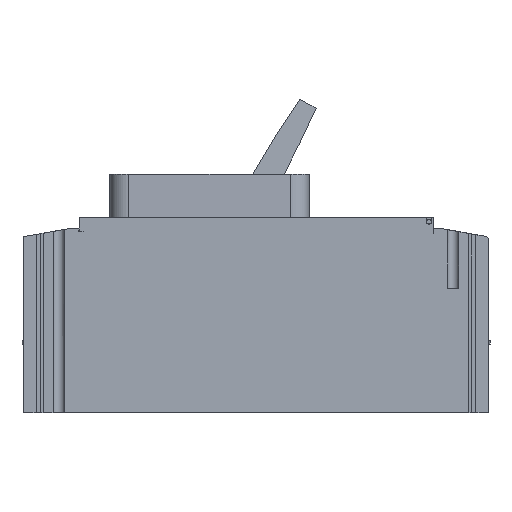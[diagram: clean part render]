
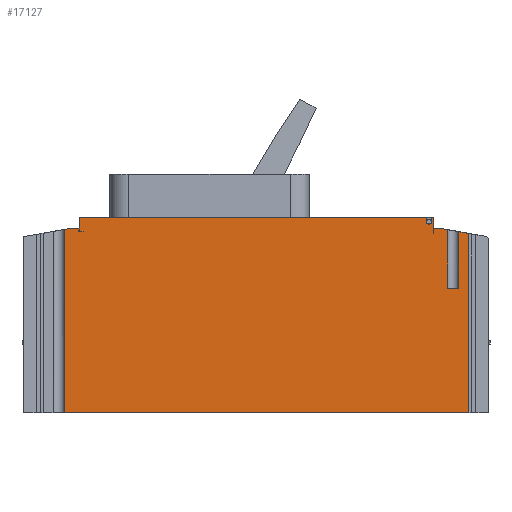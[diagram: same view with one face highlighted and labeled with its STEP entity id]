
A CAD part, left-side view. The second image highlights one B-rep face of the part: STEP entity #17127.
In plain terms, the highlighted planar face has unit normal (-1, 0, 0).
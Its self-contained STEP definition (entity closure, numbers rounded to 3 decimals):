
#59=CARTESIAN_POINT('',(0.,32.,102.7));
#60=DIRECTION('',(-1.,0.,0.));
#61=DIRECTION('',(0.,1.,0.));
#62=AXIS2_PLACEMENT_3D('',#59,#60,#61);
#67=DIRECTION('',(0.,0.,-1.));
#68=VECTOR('',#67,2.3);
#69=CARTESIAN_POINT('',(0.,30.7,105.));
#70=LINE('',#69,#68);
#74=DIRECTION('',(0.,0.,-1.));
#75=VECTOR('',#74,8.4);
#76=CARTESIAN_POINT('',(0.,29.8,105.));
#77=LINE('',#76,#75);
#81=DIRECTION('',(0.,-1.,0.));
#82=VECTOR('',#81,0.3);
#83=CARTESIAN_POINT('',(0.,29.8,96.6));
#84=LINE('',#83,#82);
#88=DIRECTION('',(0.,0.,1.));
#89=VECTOR('',#88,2.4);
#90=CARTESIAN_POINT('',(0.,29.5,96.6));
#91=LINE('',#90,#89);
#95=DIRECTION('',(0.,-1.,0.));
#96=VECTOR('',#95,4.5);
#97=CARTESIAN_POINT('',(0.,29.5,99.));
#98=LINE('',#97,#96);
#102=DIRECTION('',(0.,-0.985,-0.173));
#103=VECTOR('',#102,3.046);
#104=CARTESIAN_POINT('',(0.,25.,99.));
#105=LINE('',#104,#103);
#109=DIRECTION('',(0.,0.,1.));
#110=VECTOR('',#109,31.472);
#111=CARTESIAN_POINT('',(0.,22.,67.));
#112=LINE('',#111,#110);
#116=DIRECTION('',(0.,1.,0.));
#117=VECTOR('',#116,6.);
#118=CARTESIAN_POINT('',(0.,16.,67.));
#119=LINE('',#118,#117);
#123=DIRECTION('',(0.,0.,1.));
#124=VECTOR('',#123,30.416);
#125=CARTESIAN_POINT('',(0.,16.,67.));
#126=LINE('',#125,#124);
#130=DIRECTION('',(0.,-0.985,-0.173));
#131=VECTOR('',#130,5.382);
#132=CARTESIAN_POINT('',(0.,16.,97.416));
#133=LINE('',#132,#131);
#137=DIRECTION('',(0.,0.,-1.));
#138=VECTOR('',#137,96.482);
#139=CARTESIAN_POINT('',(0.,10.7,96.482));
#140=LINE('',#139,#138);
#144=DIRECTION('',(0.,1.,0.));
#145=VECTOR('',#144,217.2);
#146=CARTESIAN_POINT('',(0.,10.7,0.));
#147=LINE('',#146,#145);
#151=DIRECTION('',(0.,0.,1.));
#152=VECTOR('',#151,98.588);
#153=CARTESIAN_POINT('',(0.,227.9,0.));
#154=LINE('',#153,#152);
#158=DIRECTION('',(0.,-0.985,0.174));
#159=VECTOR('',#158,2.945);
#160=CARTESIAN_POINT('',(0.,227.9,98.588));
#161=LINE('',#160,#159);
#165=DIRECTION('',(0.,-1.,0.));
#166=VECTOR('',#165,4.8);
#167=CARTESIAN_POINT('',(0.,225.,99.1));
#168=LINE('',#167,#166);
#172=DIRECTION('',(0.,0.,-1.));
#173=VECTOR('',#172,1.6);
#174=CARTESIAN_POINT('',(0.,220.2,99.1));
#175=LINE('',#174,#173);
#179=DIRECTION('',(0.,-1.,0.));
#180=VECTOR('',#179,2.2);
#181=CARTESIAN_POINT('',(0.,220.2,97.5));
#182=LINE('',#181,#180);
#186=DIRECTION('',(0.,0.,1.));
#187=VECTOR('',#186,0.2);
#188=CARTESIAN_POINT('',(0.,218.,97.5));
#189=LINE('',#188,#187);
#193=DIRECTION('',(0.,1.,0.));
#194=VECTOR('',#193,2.);
#195=CARTESIAN_POINT('',(0.,218.,97.7));
#196=LINE('',#195,#194);
#200=DIRECTION('',(0.,0.,1.));
#201=VECTOR('',#200,7.3);
#202=CARTESIAN_POINT('',(0.,220.,97.7));
#203=LINE('',#202,#201);
#207=DIRECTION('',(0.,0.,-1.));
#208=VECTOR('',#207,2.3);
#209=CARTESIAN_POINT('',(0.,33.3,105.));
#210=LINE('',#209,#208);
#3590=DIRECTION('',(0.,1.,0.));
#3591=VECTOR('',#3590,186.7);
#3592=CARTESIAN_POINT('',(0.,33.3,105.));
#3593=LINE('',#3592,#3591);
#3660=DIRECTION('',(0.,1.,0.));
#3661=VECTOR('',#3660,0.9);
#3662=CARTESIAN_POINT('',(0.,29.8,105.));
#3663=LINE('',#3662,#3661);
#14506=CARTESIAN_POINT('',(0.,225.,99.1));
#14507=CARTESIAN_POINT('',(0.,220.2,99.1));
#14508=VERTEX_POINT('',#14506);
#14509=VERTEX_POINT('',#14507);
#14510=CARTESIAN_POINT('',(0.,220.2,97.5));
#14511=VERTEX_POINT('',#14510);
#14512=CARTESIAN_POINT('',(0.,218.,97.5));
#14513=VERTEX_POINT('',#14512);
#14514=CARTESIAN_POINT('',(0.,218.,97.7));
#14515=VERTEX_POINT('',#14514);
#14516=CARTESIAN_POINT('',(0.,220.,97.7));
#14517=VERTEX_POINT('',#14516);
#14518=CARTESIAN_POINT('',(0.,220.,105.));
#14519=VERTEX_POINT('',#14518);
#14520=CARTESIAN_POINT('',(0.,29.8,105.));
#14521=CARTESIAN_POINT('',(0.,29.8,96.6));
#14522=VERTEX_POINT('',#14520);
#14523=VERTEX_POINT('',#14521);
#14524=CARTESIAN_POINT('',(0.,29.5,96.6));
#14525=VERTEX_POINT('',#14524);
#14526=CARTESIAN_POINT('',(0.,29.5,99.));
#14527=VERTEX_POINT('',#14526);
#14528=CARTESIAN_POINT('',(0.,25.,99.));
#14529=VERTEX_POINT('',#14528);
#14558=CARTESIAN_POINT('',(0.,227.9,0.));
#14559=CARTESIAN_POINT('',(0.,227.9,98.588));
#14560=VERTEX_POINT('',#14558);
#14561=VERTEX_POINT('',#14559);
#14566=CARTESIAN_POINT('',(0.,10.7,96.482));
#14567=CARTESIAN_POINT('',(0.,10.7,0.));
#14568=VERTEX_POINT('',#14566);
#14569=VERTEX_POINT('',#14567);
#16588=CARTESIAN_POINT('',(0.,16.,67.));
#16589=CARTESIAN_POINT('',(0.,22.,67.));
#16590=VERTEX_POINT('',#16588);
#16591=VERTEX_POINT('',#16589);
#16592=CARTESIAN_POINT('',(0.,22.,98.472));
#16593=VERTEX_POINT('',#16592);
#16594=CARTESIAN_POINT('',(0.,16.,97.416));
#16595=VERTEX_POINT('',#16594);
#17040=CARTESIAN_POINT('',(0.,33.3,102.7));
#17041=CARTESIAN_POINT('',(0.,30.7,102.7));
#17042=VERTEX_POINT('',#17040);
#17043=VERTEX_POINT('',#17041);
#17044=CARTESIAN_POINT('',(0.,30.7,105.));
#17045=VERTEX_POINT('',#17044);
#17046=CARTESIAN_POINT('',(0.,33.3,105.));
#17047=VERTEX_POINT('',#17046);
#17072=CARTESIAN_POINT('',(0.,0.,0.));
#17073=DIRECTION('',(1.,0.,0.));
#17074=DIRECTION('',(0.,0.,-1.));
#17075=AXIS2_PLACEMENT_3D('',#17072,#17073,#17074);
#17076=PLANE('',#17075);
#17078=ORIENTED_EDGE('',*,*,#17077,.T.);
#17080=ORIENTED_EDGE('',*,*,#17079,.F.);
#17082=ORIENTED_EDGE('',*,*,#17081,.F.);
#17084=ORIENTED_EDGE('',*,*,#17083,.T.);
#17086=ORIENTED_EDGE('',*,*,#17085,.T.);
#17088=ORIENTED_EDGE('',*,*,#17087,.T.);
#17090=ORIENTED_EDGE('',*,*,#17089,.T.);
#17092=ORIENTED_EDGE('',*,*,#17091,.T.);
#17094=ORIENTED_EDGE('',*,*,#17093,.F.);
#17096=ORIENTED_EDGE('',*,*,#17095,.F.);
#17098=ORIENTED_EDGE('',*,*,#17097,.T.);
#17100=ORIENTED_EDGE('',*,*,#17099,.T.);
#17102=ORIENTED_EDGE('',*,*,#17101,.T.);
#17104=ORIENTED_EDGE('',*,*,#17103,.T.);
#17106=ORIENTED_EDGE('',*,*,#17105,.T.);
#17108=ORIENTED_EDGE('',*,*,#17107,.T.);
#17110=ORIENTED_EDGE('',*,*,#17109,.T.);
#17112=ORIENTED_EDGE('',*,*,#17111,.T.);
#17114=ORIENTED_EDGE('',*,*,#17113,.T.);
#17116=ORIENTED_EDGE('',*,*,#17115,.T.);
#17118=ORIENTED_EDGE('',*,*,#17117,.T.);
#17120=ORIENTED_EDGE('',*,*,#17119,.T.);
#17122=ORIENTED_EDGE('',*,*,#17121,.F.);
#17124=ORIENTED_EDGE('',*,*,#17123,.T.);
#17125=EDGE_LOOP('',(#17078,#17080,#17082,#17084,#17086,#17088,#17090,#17092,
#17094,#17096,#17098,#17100,#17102,#17104,#17106,#17108,#17110,#17112,#17114,
#17116,#17118,#17120,#17122,#17124));
#17126=FACE_OUTER_BOUND('',#17125,.F.);
#17127=ADVANCED_FACE('',(#17126),#17076,.F.);
#63=CIRCLE('',#62,1.3);
#17077=EDGE_CURVE('',#17042,#17043,#63,.T.);
#17079=EDGE_CURVE('',#17045,#17043,#70,.T.);
#17081=EDGE_CURVE('',#14522,#17045,#3663,.T.);
#17083=EDGE_CURVE('',#14522,#14523,#77,.T.);
#17085=EDGE_CURVE('',#14523,#14525,#84,.T.);
#17087=EDGE_CURVE('',#14525,#14527,#91,.T.);
#17089=EDGE_CURVE('',#14527,#14529,#98,.T.);
#17091=EDGE_CURVE('',#14529,#16593,#105,.T.);
#17093=EDGE_CURVE('',#16591,#16593,#112,.T.);
#17095=EDGE_CURVE('',#16590,#16591,#119,.T.);
#17097=EDGE_CURVE('',#16590,#16595,#126,.T.);
#17099=EDGE_CURVE('',#16595,#14568,#133,.T.);
#17101=EDGE_CURVE('',#14568,#14569,#140,.T.);
#17103=EDGE_CURVE('',#14569,#14560,#147,.T.);
#17105=EDGE_CURVE('',#14560,#14561,#154,.T.);
#17107=EDGE_CURVE('',#14561,#14508,#161,.T.);
#17109=EDGE_CURVE('',#14508,#14509,#168,.T.);
#17111=EDGE_CURVE('',#14509,#14511,#175,.T.);
#17113=EDGE_CURVE('',#14511,#14513,#182,.T.);
#17115=EDGE_CURVE('',#14513,#14515,#189,.T.);
#17117=EDGE_CURVE('',#14515,#14517,#196,.T.);
#17119=EDGE_CURVE('',#14517,#14519,#203,.T.);
#17121=EDGE_CURVE('',#17047,#14519,#3593,.T.);
#17123=EDGE_CURVE('',#17047,#17042,#210,.T.);
